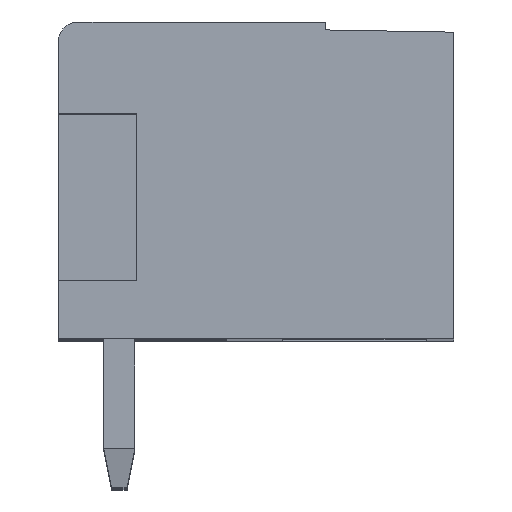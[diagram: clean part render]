
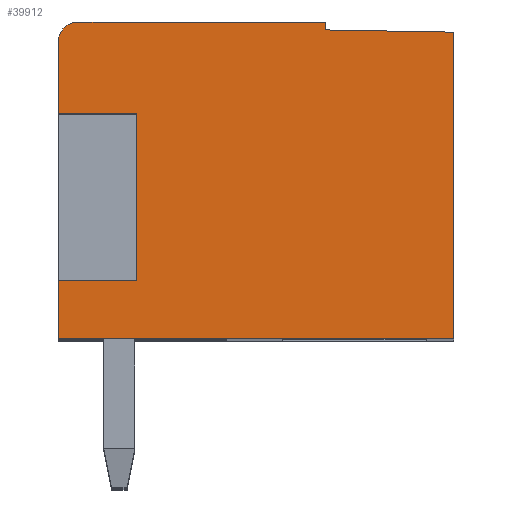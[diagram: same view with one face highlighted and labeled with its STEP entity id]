
A CAD part, top view. The second image highlights one B-rep face of the part: STEP entity #39912.
In plain terms, the highlighted planar face has unit normal (0, 0, 1).
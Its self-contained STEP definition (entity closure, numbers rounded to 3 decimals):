
#361=DIRECTION('',(-1.,0.,0.));
#362=VECTOR('',#361,6.326);
#363=CARTESIAN_POINT('',(-13.889,8.199,168.212));
#364=LINE('',#363,#362);
#14320=DIRECTION('',(0.,-1.,0.));
#14321=VECTOR('',#14320,7.84);
#14322=CARTESIAN_POINT('',(-10.615,7.94,
168.212));
#14323=LINE('',#14322,#14321);
#14324=DIRECTION('',(-1.,0.,0.));
#14325=VECTOR('',#14324,10.1);
#14326=CARTESIAN_POINT('',(-10.615,0.099,
168.212));
#14327=LINE('',#14326,#14325);
#14328=DIRECTION('',(0.,1.,0.));
#14329=VECTOR('',#14328,1.5);
#14330=CARTESIAN_POINT('',(-20.715,0.099,
168.212));
#14331=LINE('',#14330,#14329);
#14332=DIRECTION('',(1.,0.,0.));
#14333=VECTOR('',#14332,2.);
#14334=CARTESIAN_POINT('',(-20.715,1.599,
168.212));
#14335=LINE('',#14334,#14333);
#14336=DIRECTION('',(0.,1.,0.));
#14337=VECTOR('',#14336,1.85);
#14338=CARTESIAN_POINT('',(-20.715,5.849,
168.212));
#14339=LINE('',#14338,#14337);
#14340=CARTESIAN_POINT('',(-20.215,7.699,
168.212));
#14341=DIRECTION('',(0.,0.,-1.));
#14342=DIRECTION('',(-1.,0.,0.));
#14343=AXIS2_PLACEMENT_3D('',#14340,#14341,#14342);
#14345=DIRECTION('',(0.,-1.,0.));
#14346=VECTOR('',#14345,0.202);
#14347=CARTESIAN_POINT('',(-13.889,8.199,
168.212));
#14348=LINE('',#14347,#14346);
#14349=DIRECTION('',(1.,-0.017,0.));
#14350=VECTOR('',#14349,3.274);
#14351=CARTESIAN_POINT('',(-13.889,7.997,
168.212));
#14352=LINE('',#14351,#14350);
#14381=DIRECTION('',(1.,0.,0.));
#14382=VECTOR('',#14381,2.);
#14383=CARTESIAN_POINT('',(-20.715,5.849,
168.212));
#14384=LINE('',#14383,#14382);
#14389=DIRECTION('',(0.,-1.,0.));
#14390=VECTOR('',#14389,4.25);
#14391=CARTESIAN_POINT('',(-18.715,5.849,
168.212));
#14392=LINE('',#14391,#14390);
#14393=CARTESIAN_POINT('',(-10.615,7.94,
168.212));
#14394=CARTESIAN_POINT('',(-10.615,0.099,
168.212));
#14395=VERTEX_POINT('',#14393);
#14396=VERTEX_POINT('',#14394);
#14629=CARTESIAN_POINT('',(-20.715,5.849,
168.212));
#14630=CARTESIAN_POINT('',(-20.715,7.699,
168.212));
#14631=VERTEX_POINT('',#14629);
#14632=VERTEX_POINT('',#14630);
#14637=CARTESIAN_POINT('',(-20.715,1.599,
168.212));
#14638=VERTEX_POINT('',#14637);
#14639=CARTESIAN_POINT('',(-20.715,0.099,
168.212));
#14640=VERTEX_POINT('',#14639);
#14669=CARTESIAN_POINT('',(-20.215,8.199,
168.212));
#14670=VERTEX_POINT('',#14669);
#14671=CARTESIAN_POINT('',(-13.889,8.199,
168.212));
#14672=VERTEX_POINT('',#14671);
#14673=CARTESIAN_POINT('',(-13.889,7.997,
168.212));
#14674=VERTEX_POINT('',#14673);
#14675=CARTESIAN_POINT('',(-18.715,1.599,
168.212));
#14676=VERTEX_POINT('',#14675);
#14677=CARTESIAN_POINT('',(-18.715,5.849,
168.212));
#14678=VERTEX_POINT('',#14677);
#39891=CARTESIAN_POINT('',(-10.615,0.099,
168.212));
#39892=DIRECTION('',(0.,0.,-1.));
#39893=DIRECTION('',(0.,1.,0.));
#39894=AXIS2_PLACEMENT_3D('',#39891,#39892,#39893);
#39895=PLANE('',#39894);
#39896=ORIENTED_EDGE('',*,*,#18833,.T.);
#39897=ORIENTED_EDGE('',*,*,#20584,.T.);
#39898=ORIENTED_EDGE('',*,*,#19238,.T.);
#39900=ORIENTED_EDGE('',*,*,#39899,.T.);
#39902=ORIENTED_EDGE('',*,*,#39901,.F.);
#39904=ORIENTED_EDGE('',*,*,#39903,.F.);
#39905=ORIENTED_EDGE('',*,*,#19230,.T.);
#39906=ORIENTED_EDGE('',*,*,#19195,.T.);
#39907=ORIENTED_EDGE('',*,*,#19180,.F.);
#39908=ORIENTED_EDGE('',*,*,#19165,.T.);
#39909=ORIENTED_EDGE('',*,*,#19150,.T.);
#39910=EDGE_LOOP('',(#39896,#39897,#39898,#39900,#39902,#39904,#39905,#39906,
#39907,#39908,#39909));
#39911=FACE_OUTER_BOUND('',#39910,.F.);
#14344=CIRCLE('',#14343,0.5);
#18833=EDGE_CURVE('',#14395,#14396,#14323,.T.);
#19150=EDGE_CURVE('',#14674,#14395,#14352,.T.);
#19165=EDGE_CURVE('',#14672,#14674,#14348,.T.);
#19180=EDGE_CURVE('',#14672,#14670,#364,.T.);
#19195=EDGE_CURVE('',#14632,#14670,#14344,.T.);
#19230=EDGE_CURVE('',#14631,#14632,#14339,.T.);
#19238=EDGE_CURVE('',#14640,#14638,#14331,.T.);
#20584=EDGE_CURVE('',#14396,#14640,#14327,.T.);
#39899=EDGE_CURVE('',#14638,#14676,#14335,.T.);
#39901=EDGE_CURVE('',#14678,#14676,#14392,.T.);
#39903=EDGE_CURVE('',#14631,#14678,#14384,.T.);
#39912=ADVANCED_FACE('',(#39911),#39895,.F.);
